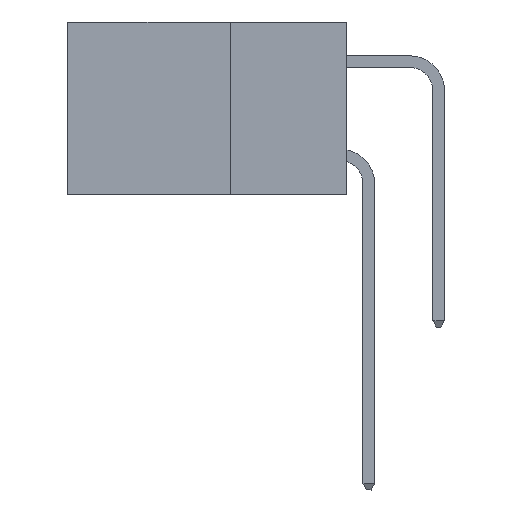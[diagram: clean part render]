
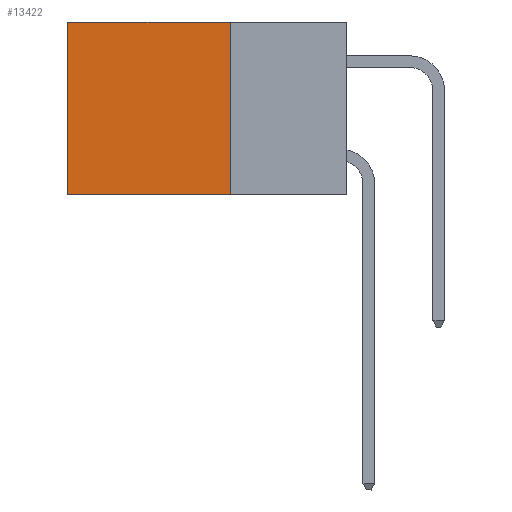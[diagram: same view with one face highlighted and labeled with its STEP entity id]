
A CAD part, left-side view. The second image highlights one B-rep face of the part: STEP entity #13422.
In plain terms, the highlighted planar face has unit normal (-1, 0, 0).
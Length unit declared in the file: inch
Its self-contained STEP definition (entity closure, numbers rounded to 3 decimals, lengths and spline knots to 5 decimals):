
#635 = VERTEX_POINT ( 'NONE', #6679 ) ;
#1197 = DIRECTION ( 'NONE',  ( 0., 0., -1. ) ) ;
#2091 = ORIENTED_EDGE ( 'NONE', *, *, #17350, .F. ) ;
#2121 = VECTOR ( 'NONE', #1197, 39.37008 ) ;
#2903 = ORIENTED_EDGE ( 'NONE', *, *, #4668, .F. ) ;
#2995 = CARTESIAN_POINT ( 'NONE',  ( 0.2875, 0.6, -0.37 ) ) ;
#3891 = CARTESIAN_POINT ( 'NONE',  ( 0.2875, 0.6, 0. ) ) ;
#4221 = DIRECTION ( 'NONE',  ( 1., 0., 0. ) ) ;
#4473 = CARTESIAN_POINT ( 'NONE',  ( 0.2875, 0.25, -0.37 ) ) ;
#4668 = EDGE_CURVE ( 'NONE', #15711, #13594, #15362, .T. ) ;
#5288 = AXIS2_PLACEMENT_3D ( 'NONE', #5844, #4221, #18061 ) ;
#5844 = CARTESIAN_POINT ( 'NONE',  ( 0.2875, 0.25, 0. ) ) ;
#6550 = ORIENTED_EDGE ( 'NONE', *, *, #15402, .T. ) ;
#6679 = CARTESIAN_POINT ( 'NONE',  ( 0.2875, 0.25, 0. ) ) ;
#7264 = PLANE ( 'NONE',  #5288 ) ;
#7312 = DIRECTION ( 'NONE',  ( 0., 1., 0. ) ) ;
#7971 = VECTOR ( 'NONE', #7312, 39.37008 ) ;
#8658 = LINE ( 'NONE', #3891, #10652 ) ;
#9891 = LINE ( 'NONE', #14690, #13778 ) ;
#10191 = DIRECTION ( 'NONE',  ( 0., 0., -1. ) ) ;
#10652 = VECTOR ( 'NONE', #10191, 39.37008 ) ;
#11792 = LINE ( 'NONE', #19632, #2121 ) ;
#11948 = FACE_OUTER_BOUND ( 'NONE', #18559, .T. ) ;
#13422 = ADVANCED_FACE ( 'NONE', ( #11948 ), #7264, .F. ) ;
#13594 = VERTEX_POINT ( 'NONE', #2995 ) ;
#13778 = VECTOR ( 'NONE', #16110, 39.37008 ) ;
#13836 = CARTESIAN_POINT ( 'NONE',  ( 0.2875, 0.25, -0.37 ) ) ;
#14690 = CARTESIAN_POINT ( 'NONE',  ( 0.2875, 0.25, 0. ) ) ;
#15362 = LINE ( 'NONE', #13836, #7971 ) ;
#15402 = EDGE_CURVE ( 'NONE', #635, #20042, #9891, .T. ) ;
#15711 = VERTEX_POINT ( 'NONE', #4473 ) ;
#16110 = DIRECTION ( 'NONE',  ( 0., 1., 0. ) ) ;
#17079 = CARTESIAN_POINT ( 'NONE',  ( 0.2875, 0.6, 0. ) ) ;
#17095 = ORIENTED_EDGE ( 'NONE', *, *, #19358, .T. ) ;
#17350 = EDGE_CURVE ( 'NONE', #635, #15711, #11792, .T. ) ;
#18061 = DIRECTION ( 'NONE',  ( 0., 0., -1. ) ) ;
#18559 = EDGE_LOOP ( 'NONE', ( #17095, #2903, #2091, #6550 ) ) ;
#19358 = EDGE_CURVE ( 'NONE', #20042, #13594, #8658, .T. ) ;
#19632 = CARTESIAN_POINT ( 'NONE',  ( 0.2875, 0.25, 0. ) ) ;
#20042 = VERTEX_POINT ( 'NONE', #17079 ) ;
